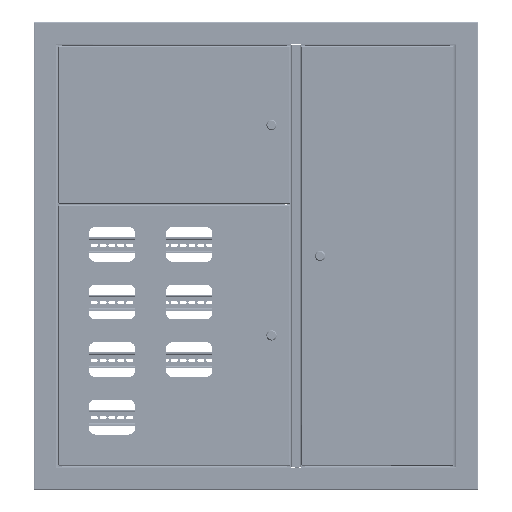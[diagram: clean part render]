
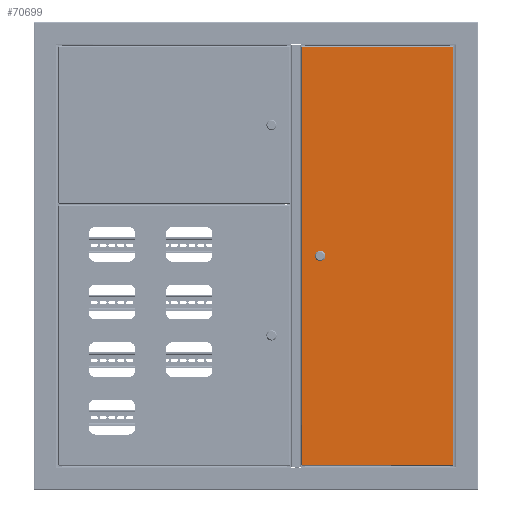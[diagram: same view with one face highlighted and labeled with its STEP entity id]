
A CAD part, top view. The second image highlights one B-rep face of the part: STEP entity #70699.
In plain terms, the highlighted planar face has unit normal (0, 0, 1).
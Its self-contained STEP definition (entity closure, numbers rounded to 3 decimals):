
#793 = EDGE_CURVE ( 'NONE', #65036, #67053, #41353, .T. ) ;
#3395 = DIRECTION ( 'NONE',  ( 0., 0., 1. ) ) ;
#4407 = EDGE_CURVE ( 'NONE', #11127, #15290, #61555, .T. ) ;
#6065 = EDGE_CURVE ( 'NONE', #15290, #65036, #55645, .T. ) ;
#8087 = VERTEX_POINT ( 'NONE', #76865 ) ;
#8153 = DIRECTION ( 'NONE',  ( -1., 0., 0. ) ) ;
#8857 = VECTOR ( 'NONE', #58929, 1000. ) ;
#10272 = ORIENTED_EDGE ( 'NONE', *, *, #79053, .T. ) ;
#10455 = DIRECTION ( 'NONE',  ( 0., 0., 1. ) ) ;
#11127 = VERTEX_POINT ( 'NONE', #49918 ) ;
#12444 = ORIENTED_EDGE ( 'NONE', *, *, #6065, .F. ) ;
#15290 = VERTEX_POINT ( 'NONE', #33061 ) ;
#15306 = FACE_OUTER_BOUND ( 'NONE', #72153, .T. ) ;
#17245 = EDGE_CURVE ( 'NONE', #8087, #73941, #61607, .T. ) ;
#17734 = CARTESIAN_POINT ( 'NONE',  ( 451.849, 48.5, 0. ) ) ;
#22007 = FACE_BOUND ( 'NONE', #35255, .T. ) ;
#22389 = VERTEX_POINT ( 'NONE', #54516 ) ;
#24890 = CARTESIAN_POINT ( 'NONE',  ( 451.849, 31.5, 0. ) ) ;
#27511 = DIRECTION ( 'NONE',  ( 0., 0., 1. ) ) ;
#27542 = CARTESIAN_POINT ( 'NONE',  ( 1.7, 324.293, 0. ) ) ;
#28329 = CARTESIAN_POINT ( 'NONE',  ( 457.45, 40., 0. ) ) ;
#30070 = AXIS2_PLACEMENT_3D ( 'NONE', #62012, #27511, #54850 ) ;
#31014 = VECTOR ( 'NONE', #32337, 1000. ) ;
#32044 = DIRECTION ( 'NONE',  ( -1., 0., 0. ) ) ;
#32337 = DIRECTION ( 'NONE',  ( 0., 1., 0. ) ) ;
#33061 = CARTESIAN_POINT ( 'NONE',  ( 444.551, 31.5, 0. ) ) ;
#34720 = AXIS2_PLACEMENT_3D ( 'NONE', #77723, #3395, #58487 ) ;
#34848 = EDGE_CURVE ( 'NONE', #67053, #35008, #63324, .T. ) ;
#35008 = VERTEX_POINT ( 'NONE', #36915 ) ;
#35255 = EDGE_LOOP ( 'NONE', ( #67578, #62796, #61073, #12444, #53927 ) ) ;
#35477 = CARTESIAN_POINT ( 'NONE',  ( 451.849, 31.5, 0. ) ) ;
#36915 = CARTESIAN_POINT ( 'NONE',  ( 451.849, 48.5, 0. ) ) ;
#41353 = CIRCLE ( 'NONE', #30070, 9.25 ) ;
#41550 = AXIS2_PLACEMENT_3D ( 'NONE', #71806, #10455, #79808 ) ;
#42196 = PLANE ( 'NONE',  #78207 ) ;
#42393 = CARTESIAN_POINT ( 'NONE',  ( 1.7, 1.7, 0. ) ) ;
#47110 = CARTESIAN_POINT ( 'NONE',  ( 894.7, 0., 0. ) ) ;
#48163 = DIRECTION ( 'NONE',  ( 0., -1., 0. ) ) ;
#49342 = DIRECTION ( 'NONE',  ( 0., 0., -1. ) ) ;
#49519 = VECTOR ( 'NONE', #48163, 1000. ) ;
#49918 = CARTESIAN_POINT ( 'NONE',  ( 444.551, 48.5, 0. ) ) ;
#53111 = LINE ( 'NONE', #17734, #64730 ) ;
#53927 = ORIENTED_EDGE ( 'NONE', *, *, #4407, .F. ) ;
#54516 = CARTESIAN_POINT ( 'NONE',  ( 894.7, 324., 0. ) ) ;
#54850 = DIRECTION ( 'NONE',  ( 1., 0., 0. ) ) ;
#55645 = LINE ( 'NONE', #35477, #68015 ) ;
#57858 = ORIENTED_EDGE ( 'NONE', *, *, #80606, .T. ) ;
#58402 = VECTOR ( 'NONE', #83386, 1000. ) ;
#58487 = DIRECTION ( 'NONE',  ( 1., 0., 0. ) ) ;
#58929 = DIRECTION ( 'NONE',  ( 1., 0., 0. ) ) ;
#61073 = ORIENTED_EDGE ( 'NONE', *, *, #793, .F. ) ;
#61555 = CIRCLE ( 'NONE', #41550, 9.25 ) ;
#61607 = LINE ( 'NONE', #27542, #49519 ) ;
#62012 = CARTESIAN_POINT ( 'NONE',  ( 448.2, 40., 0. ) ) ;
#62796 = ORIENTED_EDGE ( 'NONE', *, *, #34848, .F. ) ;
#62819 = DIRECTION ( 'NONE',  ( 1., 0., 0. ) ) ;
#63311 = LINE ( 'NONE', #83827, #58402 ) ;
#63324 = CIRCLE ( 'NONE', #34720, 9.25 ) ;
#63410 = VERTEX_POINT ( 'NONE', #86381 ) ;
#64730 = VECTOR ( 'NONE', #32044, 1000. ) ;
#65036 = VERTEX_POINT ( 'NONE', #24890 ) ;
#66964 = CARTESIAN_POINT ( 'NONE',  ( 1.7, 1.7, 0. ) ) ;
#67053 = VERTEX_POINT ( 'NONE', #28329 ) ;
#67578 = ORIENTED_EDGE ( 'NONE', *, *, #87760, .F. ) ;
#68015 = VECTOR ( 'NONE', #62819, 1000. ) ;
#69502 = CARTESIAN_POINT ( 'NONE',  ( 0., 325.7, 0. ) ) ;
#70699 = ADVANCED_FACE ( 'NONE', ( #22007, #15306 ), #42196, .F. ) ;
#71806 = CARTESIAN_POINT ( 'NONE',  ( 448.2, 40., 0. ) ) ;
#72153 = EDGE_LOOP ( 'NONE', ( #77403, #10272, #57858, #88060 ) ) ;
#73941 = VERTEX_POINT ( 'NONE', #42393 ) ;
#76865 = CARTESIAN_POINT ( 'NONE',  ( 1.7, 324., 0. ) ) ;
#77403 = ORIENTED_EDGE ( 'NONE', *, *, #86494, .T. ) ;
#77723 = CARTESIAN_POINT ( 'NONE',  ( 448.2, 40., 0. ) ) ;
#78207 = AXIS2_PLACEMENT_3D ( 'NONE', #69502, #49342, #8153 ) ;
#79053 = EDGE_CURVE ( 'NONE', #63410, #22389, #86458, .T. ) ;
#79808 = DIRECTION ( 'NONE',  ( 1., 0., 0. ) ) ;
#79918 = LINE ( 'NONE', #66964, #8857 ) ;
#80606 = EDGE_CURVE ( 'NONE', #22389, #8087, #63311, .T. ) ;
#83386 = DIRECTION ( 'NONE',  ( -1., 0., 0. ) ) ;
#83827 = CARTESIAN_POINT ( 'NONE',  ( 894.993, 324., 0. ) ) ;
#86381 = CARTESIAN_POINT ( 'NONE',  ( 894.7, 1.7, 0. ) ) ;
#86458 = LINE ( 'NONE', #47110, #31014 ) ;
#86494 = EDGE_CURVE ( 'NONE', #73941, #63410, #79918, .T. ) ;
#87760 = EDGE_CURVE ( 'NONE', #35008, #11127, #53111, .T. ) ;
#88060 = ORIENTED_EDGE ( 'NONE', *, *, #17245, .T. ) ;
